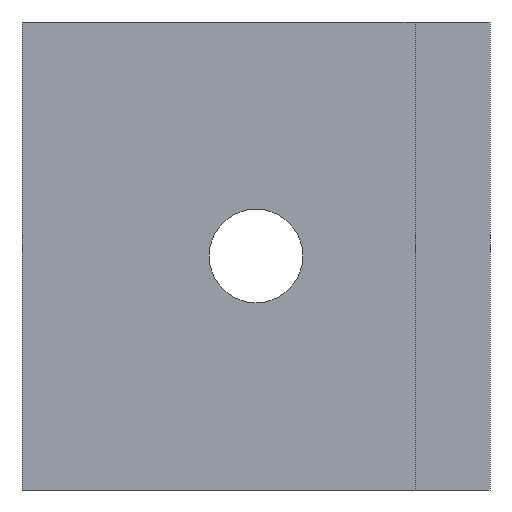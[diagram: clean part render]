
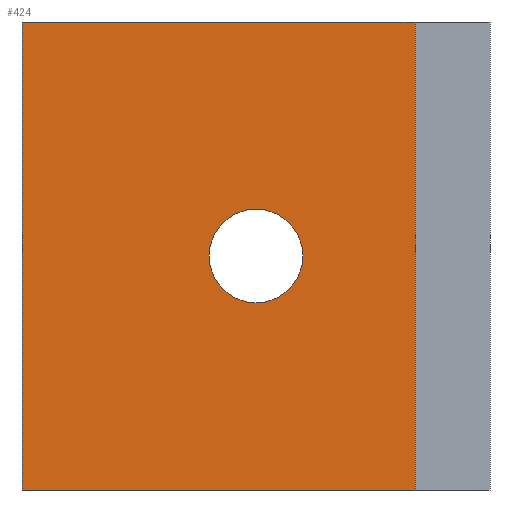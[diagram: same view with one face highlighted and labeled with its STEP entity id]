
A CAD part, front view. The second image highlights one B-rep face of the part: STEP entity #424.
In plain terms, the highlighted planar face has unit normal (0, -1, 0).
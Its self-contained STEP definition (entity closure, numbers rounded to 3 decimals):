
#30 = DIRECTION ( 'NONE',  ( 1., 0., 0. ) ) ;
#36 = ORIENTED_EDGE ( 'NONE', *, *, #92, .T. ) ;
#39 = AXIS2_PLACEMENT_3D ( 'NONE', #116, #377, #144 ) ;
#43 = EDGE_CURVE ( 'NONE', #441, #290, #251, .T. ) ;
#45 = CARTESIAN_POINT ( 'NONE',  ( -12.5, -4., 0. ) ) ;
#50 = DIRECTION ( 'NONE',  ( 1., 0., 0. ) ) ;
#62 = EDGE_CURVE ( 'NONE', #235, #472, #333, .T. ) ;
#66 = DIRECTION ( 'NONE',  ( 0., -1., 0. ) ) ;
#67 = FACE_BOUND ( 'NONE', #405, .T. ) ;
#73 = VECTOR ( 'NONE', #84, 1000. ) ;
#78 = VECTOR ( 'NONE', #103, 1000. ) ;
#79 = CARTESIAN_POINT ( 'NONE',  ( -6., -4., -12.5 ) ) ;
#83 = ORIENTED_EDGE ( 'NONE', *, *, #394, .T. ) ;
#84 = DIRECTION ( 'NONE',  ( 1., 0., 0. ) ) ;
#89 = AXIS2_PLACEMENT_3D ( 'NONE', #45, #115, #50 ) ;
#92 = EDGE_CURVE ( 'NONE', #472, #235, #297, .T. ) ;
#99 = CARTESIAN_POINT ( 'NONE',  ( -4., -4., 12.5 ) ) ;
#102 = CARTESIAN_POINT ( 'NONE',  ( 0., -4., 12.5 ) ) ;
#103 = DIRECTION ( 'NONE',  ( -1., 0., 0. ) ) ;
#104 = EDGE_CURVE ( 'NONE', #441, #245, #142, .T. ) ;
#106 = ORIENTED_EDGE ( 'NONE', *, *, #258, .F. ) ;
#107 = VERTEX_POINT ( 'NONE', #345 ) ;
#110 = CARTESIAN_POINT ( 'NONE',  ( -25., -4., 12.5 ) ) ;
#115 = DIRECTION ( 'NONE',  ( 0., 1., 0. ) ) ;
#116 = CARTESIAN_POINT ( 'NONE',  ( -12.5, -4., 0. ) ) ;
#140 = VECTOR ( 'NONE', #30, 1000. ) ;
#142 = LINE ( 'NONE', #454, #373 ) ;
#144 = DIRECTION ( 'NONE',  ( 1., 0., 0. ) ) ;
#147 = EDGE_LOOP ( 'NONE', ( #336, #338, #346, #106, #470, #83 ) ) ;
#203 = CARTESIAN_POINT ( 'NONE',  ( -15., -4., 0. ) ) ;
#207 = CARTESIAN_POINT ( 'NONE',  ( -4., -4., 12.5 ) ) ;
#209 = CARTESIAN_POINT ( 'NONE',  ( -25., -4., -12.5 ) ) ;
#233 = PLANE ( 'NONE',  #289 ) ;
#235 = VERTEX_POINT ( 'NONE', #272 ) ;
#238 = CARTESIAN_POINT ( 'NONE',  ( -25., -4., 12.5 ) ) ;
#245 = VERTEX_POINT ( 'NONE', #209 ) ;
#249 = VECTOR ( 'NONE', #354, 1000. ) ;
#251 = LINE ( 'NONE', #79, #73 ) ;
#253 = VERTEX_POINT ( 'NONE', #238 ) ;
#258 = EDGE_CURVE ( 'NONE', #107, #326, #371, .T. ) ;
#263 = VECTOR ( 'NONE', #413, 1000. ) ;
#267 = DIRECTION ( 'NONE',  ( -1., 0., 0. ) ) ;
#272 = CARTESIAN_POINT ( 'NONE',  ( -10., -4., 0. ) ) ;
#283 = CARTESIAN_POINT ( 'NONE',  ( -4., -4., -12.5 ) ) ;
#284 = CARTESIAN_POINT ( 'NONE',  ( -6., -4., -12.5 ) ) ;
#289 = AXIS2_PLACEMENT_3D ( 'NONE', #395, #66, #430 ) ;
#290 = VERTEX_POINT ( 'NONE', #283 ) ;
#297 = CIRCLE ( 'NONE', #89, 2.5 ) ;
#323 = CARTESIAN_POINT ( 'NONE',  ( 0., -4., 12.5 ) ) ;
#325 = LINE ( 'NONE', #323, #78 ) ;
#326 = VERTEX_POINT ( 'NONE', #207 ) ;
#328 = EDGE_CURVE ( 'NONE', #290, #326, #397, .T. ) ;
#333 = CIRCLE ( 'NONE', #39, 2.5 ) ;
#336 = ORIENTED_EDGE ( 'NONE', *, *, #104, .F. ) ;
#338 = ORIENTED_EDGE ( 'NONE', *, *, #43, .T. ) ;
#345 = CARTESIAN_POINT ( 'NONE',  ( -6., -4., 12.5 ) ) ;
#346 = ORIENTED_EDGE ( 'NONE', *, *, #328, .T. ) ;
#354 = DIRECTION ( 'NONE',  ( 0., 0., 1. ) ) ;
#371 = LINE ( 'NONE', #102, #140 ) ;
#373 = VECTOR ( 'NONE', #267, 1000. ) ;
#375 = ORIENTED_EDGE ( 'NONE', *, *, #62, .T. ) ;
#377 = DIRECTION ( 'NONE',  ( 0., 1., 0. ) ) ;
#394 = EDGE_CURVE ( 'NONE', #253, #245, #464, .T. ) ;
#395 = CARTESIAN_POINT ( 'NONE',  ( 0., -4., 12.5 ) ) ;
#397 = LINE ( 'NONE', #99, #249 ) ;
#405 = EDGE_LOOP ( 'NONE', ( #36, #375 ) ) ;
#413 = DIRECTION ( 'NONE',  ( 0., 0., -1. ) ) ;
#424 = ADVANCED_FACE ( 'NONE', ( #67, #450 ), #233, .T. ) ;
#430 = DIRECTION ( 'NONE',  ( 1., 0., 0. ) ) ;
#441 = VERTEX_POINT ( 'NONE', #284 ) ;
#447 = EDGE_CURVE ( 'NONE', #107, #253, #325, .T. ) ;
#450 = FACE_OUTER_BOUND ( 'NONE', #147, .T. ) ;
#454 = CARTESIAN_POINT ( 'NONE',  ( 0., -4., -12.5 ) ) ;
#464 = LINE ( 'NONE', #110, #263 ) ;
#470 = ORIENTED_EDGE ( 'NONE', *, *, #447, .T. ) ;
#472 = VERTEX_POINT ( 'NONE', #203 ) ;
